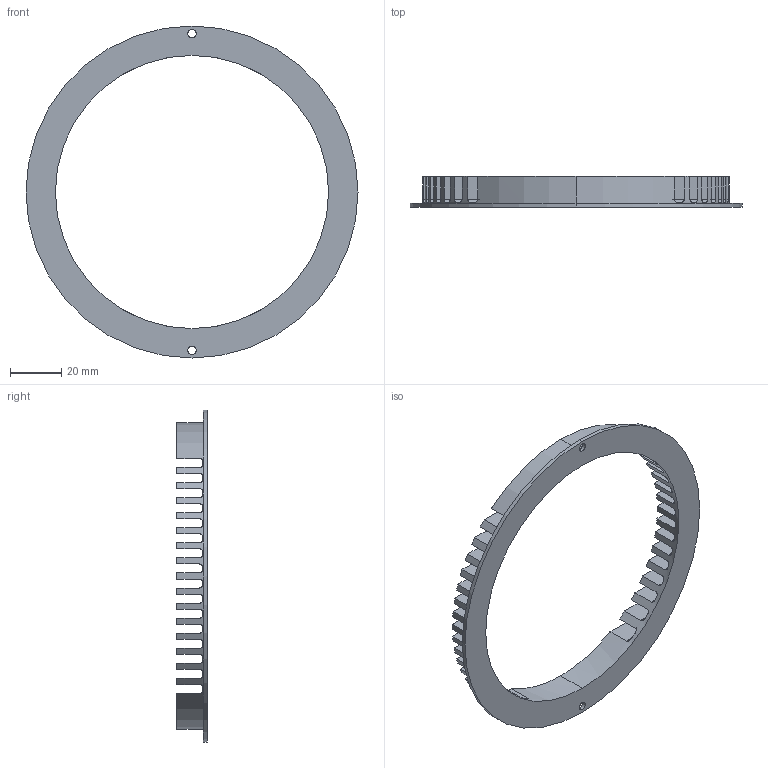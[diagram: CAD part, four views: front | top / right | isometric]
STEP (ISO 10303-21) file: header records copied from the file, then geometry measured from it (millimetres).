
FILE_DESCRIPTION (( 'STEP AP203' ), '1' );
FILE_NAME ('10P00356.STEP', '2023-01-18T14:13:14', ( '' ), ( '' ), 'SwSTEP 2.0', 'SolidWorks 2019', '' );
FILE_SCHEMA (( 'CONFIG_CONTROL_DESIGN' ));
Length unit declared in the file: millimetre
Products named in the file (1): 10P00356
Bounding box: 130 x 12 x 130 mm (x, y, z)
Volume: 22022.3 mm3; surface area: 19384.5 mm2
Topology: 1 solids, 1 shells, 212 faces, 626 edges, 414 vertices
Faces by surface type: plane 130, cylinder 78, cone 4
Entity records: 8185 total; most frequent: CARTESIAN_POINT 2555, ORIENTED_EDGE 1244, DIRECTION 1076, EDGE_CURVE 622, VERTEX_POINT 414, AXIS2_PLACEMENT_3D 369, LINE 338, VECTOR 338
